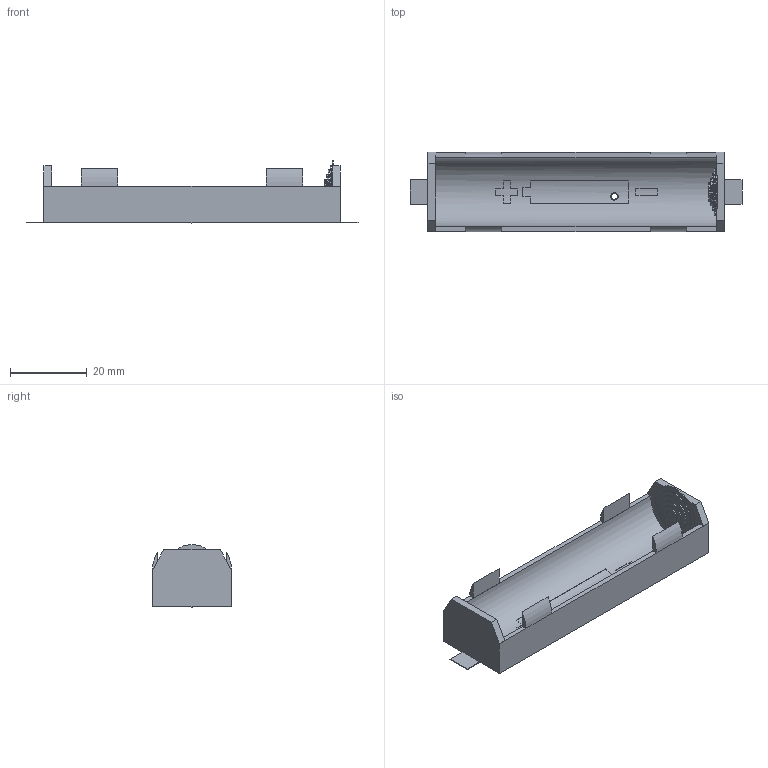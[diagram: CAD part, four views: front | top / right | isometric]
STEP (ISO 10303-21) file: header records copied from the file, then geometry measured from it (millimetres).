
FILE_DESCRIPTION(/* description */ (''),/* implementation_level */ '2;1');
FILE_NAME(/* name */ 'BatteryHolder_Keystone_1042_1x18650_No_Stubs.step',/* time_stamp */ '2021-08-31T19:07:40-03:00',/* author */ (''),/* organization */ (''),/* preprocessor_version */ 'ST-DEVELOPER v18.1',/* originating_system */ 'Autodesk Translation Framework v10.10.0.1391',/* authorisation */ '');
FILE_SCHEMA (('AUTOMOTIVE_DESIGN { 1 0 10303 214 3 1 1 }'));
Length unit declared in the file: millimetre
Products named in the file (1): BatteryHolder_Keystone_1042_1x18650
Bounding box: 86.41 x 20.65 x 16.31 mm (x, y, z)
Volume: 5993.7 mm3; surface area: 7264.3 mm2
Topology: 6 solids, 6 shells, 101 faces, 245 edges, 158 vertices
Faces by surface type: plane 80, cylinder 20, bspline 1
Full cylindrical faces by diameter (mm): 0.02 x1, 2.4 x1, 4.8 x2, 7.2 x2, 9.6 x2, 12 x1
Entity records: 3198 total; most frequent: CARTESIAN_POINT 639, DIRECTION 504, ORIENTED_EDGE 490, EDGE_CURVE 245, LINE 180, VECTOR 180, AXIS2_PLACEMENT_3D 162, VERTEX_POINT 158
